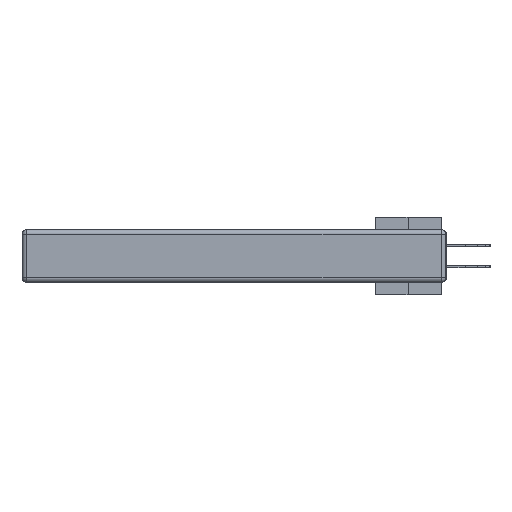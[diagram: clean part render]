
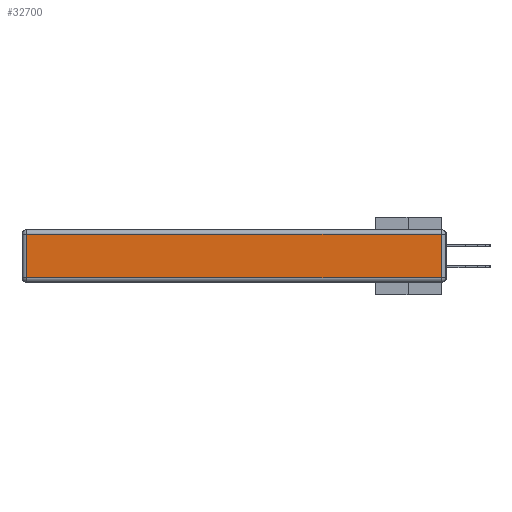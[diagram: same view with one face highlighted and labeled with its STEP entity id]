
A CAD part, left-side view. The second image highlights one B-rep face of the part: STEP entity #32700.
In plain terms, the highlighted planar face has unit normal (-1, 0, 0).
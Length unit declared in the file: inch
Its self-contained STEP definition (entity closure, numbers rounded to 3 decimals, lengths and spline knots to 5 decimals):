
#1933 = VERTEX_POINT ( 'NONE', #3616 ) ;
#2038 = PLANE ( 'NONE',  #23434 ) ;
#2446 = DIRECTION ( 'NONE',  ( 0., -1., 0. ) ) ;
#3019 = FACE_OUTER_BOUND ( 'NONE', #8925, .T. ) ;
#3030 = ORIENTED_EDGE ( 'NONE', *, *, #39227, .T. ) ;
#3193 = CARTESIAN_POINT ( 'NONE',  ( 0., 0.03, -0.313 ) ) ;
#3396 = ORIENTED_EDGE ( 'NONE', *, *, #29336, .T. ) ;
#3616 = CARTESIAN_POINT ( 'NONE',  ( 0., 0.03, -0.03 ) ) ;
#3725 = VERTEX_POINT ( 'NONE', #3193 ) ;
#3739 = LINE ( 'NONE', #16561, #14306 ) ;
#4586 = LINE ( 'NONE', #36983, #19614 ) ;
#8118 = DIRECTION ( 'NONE',  ( 0., 0., 1. ) ) ;
#8706 = CARTESIAN_POINT ( 'NONE',  ( 0., 2.72, -0.03 ) ) ;
#8851 = LINE ( 'NONE', #37204, #31380 ) ;
#8925 = EDGE_LOOP ( 'NONE', ( #3396, #3030, #14856, #35485 ) ) ;
#11837 = EDGE_CURVE ( 'NONE', #40872, #36878, #3739, .T. ) ;
#14306 = VECTOR ( 'NONE', #22975, 39.37008 ) ;
#14856 = ORIENTED_EDGE ( 'NONE', *, *, #24700, .T. ) ;
#16561 = CARTESIAN_POINT ( 'NONE',  ( 0., 2.72, -0.343 ) ) ;
#17436 = VECTOR ( 'NONE', #2446, 39.37008 ) ;
#17447 = CARTESIAN_POINT ( 'NONE',  ( 0., 2.72, -0.313 ) ) ;
#17450 = DIRECTION ( 'NONE',  ( 0., 0., 1. ) ) ;
#19614 = VECTOR ( 'NONE', #8118, 39.37008 ) ;
#22925 = LINE ( 'NONE', #27964, #17436 ) ;
#22975 = DIRECTION ( 'NONE',  ( 0., 0., -1. ) ) ;
#23434 = AXIS2_PLACEMENT_3D ( 'NONE', #27119, #27541, #17450 ) ;
#24700 = EDGE_CURVE ( 'NONE', #1933, #40872, #8851, .T. ) ;
#27119 = CARTESIAN_POINT ( 'NONE',  ( 0., 0., -0.343 ) ) ;
#27541 = DIRECTION ( 'NONE',  ( -1., 0., 0. ) ) ;
#27964 = CARTESIAN_POINT ( 'NONE',  ( 0., 0., -0.313 ) ) ;
#29336 = EDGE_CURVE ( 'NONE', #36878, #3725, #22925, .T. ) ;
#31380 = VECTOR ( 'NONE', #36911, 39.37008 ) ;
#32700 = ADVANCED_FACE ( 'NONE', ( #3019 ), #2038, .T. ) ;
#35485 = ORIENTED_EDGE ( 'NONE', *, *, #11837, .T. ) ;
#36878 = VERTEX_POINT ( 'NONE', #17447 ) ;
#36911 = DIRECTION ( 'NONE',  ( 0., 1., 0. ) ) ;
#36983 = CARTESIAN_POINT ( 'NONE',  ( 0., 0.03, -0.343 ) ) ;
#37204 = CARTESIAN_POINT ( 'NONE',  ( 0., 2.75, -0.03 ) ) ;
#39227 = EDGE_CURVE ( 'NONE', #3725, #1933, #4586, .T. ) ;
#40872 = VERTEX_POINT ( 'NONE', #8706 ) ;
